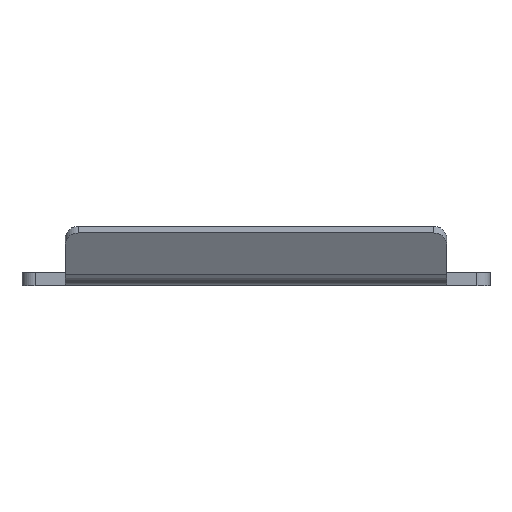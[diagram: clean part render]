
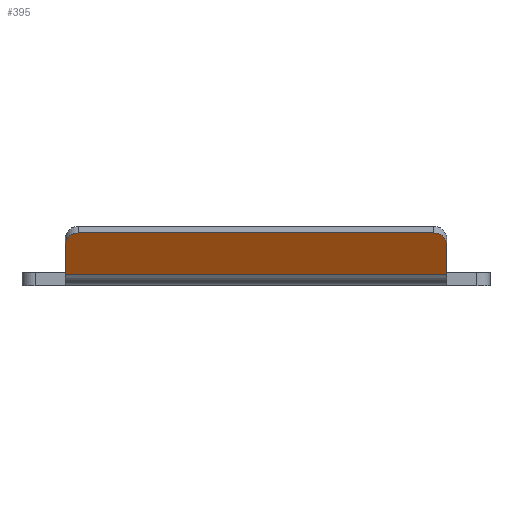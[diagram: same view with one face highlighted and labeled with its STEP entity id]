
A CAD part, left-side view. The second image highlights one B-rep face of the part: STEP entity #395.
In plain terms, the highlighted planar face has unit normal (-0.866, 0, -0.5).
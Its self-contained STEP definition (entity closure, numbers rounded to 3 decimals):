
#5 = ORIENTED_EDGE ( 'NONE', *, *, #418, .F. ) ;
#75 = AXIS2_PLACEMENT_3D ( 'NONE', #305, #1293, #447 ) ;
#81 = CIRCLE ( 'NONE', #133, 1.5 ) ;
#133 = AXIS2_PLACEMENT_3D ( 'NONE', #749, #1743, #896 ) ;
#151 = ORIENTED_EDGE ( 'NONE', *, *, #1073, .T. ) ;
#181 = DIRECTION ( 'NONE',  ( 0., -1., 0. ) ) ;
#198 = DIRECTION ( 'NONE',  ( -0.866, 0., -0.5 ) ) ;
#209 = DIRECTION ( 'NONE',  ( 0., -1., 0. ) ) ;
#262 = ORIENTED_EDGE ( 'NONE', *, *, #331, .T. ) ;
#265 = EDGE_CURVE ( 'NONE', #1633, #798, #1257, .T. ) ;
#290 = ORIENTED_EDGE ( 'NONE', *, *, #1765, .F. ) ;
#305 = CARTESIAN_POINT ( 'NONE',  ( -29.693, 20.5, 3.263 ) ) ;
#323 = VERTEX_POINT ( 'NONE', #716 ) ;
#331 = EDGE_CURVE ( 'NONE', #1583, #798, #1219, .T. ) ;
#369 = AXIS2_PLACEMENT_3D ( 'NONE', #1586, #198, #1190 ) ;
#371 = CARTESIAN_POINT ( 'NONE',  ( -27.376, -22., -0.75 ) ) ;
#395 = ADVANCED_FACE ( 'NONE', ( #729 ), #1460, .T. ) ;
#418 = EDGE_CURVE ( 'NONE', #634, #323, #1025, .T. ) ;
#447 = DIRECTION ( 'NONE',  ( -0.5, 0., 0.866 ) ) ;
#459 = CARTESIAN_POINT ( 'NONE',  ( -29.693, -22., 3.263 ) ) ;
#463 = EDGE_LOOP ( 'NONE', ( #583, #1703, #5, #151, #290, #262 ) ) ;
#483 = CARTESIAN_POINT ( 'NONE',  ( -30.443, 20.5, 4.562 ) ) ;
#491 = CARTESIAN_POINT ( 'NONE',  ( -30.443, -22., 4.562 ) ) ;
#493 = DIRECTION ( 'NONE',  ( -0.5, 0., 0.866 ) ) ;
#510 = VECTOR ( 'NONE', #1487, 1000. ) ;
#583 = ORIENTED_EDGE ( 'NONE', *, *, #265, .F. ) ;
#633 = EDGE_CURVE ( 'NONE', #1633, #323, #81, .T. ) ;
#634 = VERTEX_POINT ( 'NONE', #483 ) ;
#716 = CARTESIAN_POINT ( 'NONE',  ( -30.443, -20.5, 4.562 ) ) ;
#729 = FACE_OUTER_BOUND ( 'NONE', #463, .T. ) ;
#749 = CARTESIAN_POINT ( 'NONE',  ( -29.693, -20.5, 3.263 ) ) ;
#782 = VECTOR ( 'NONE', #181, 1000. ) ;
#798 = VERTEX_POINT ( 'NONE', #1320 ) ;
#809 = VECTOR ( 'NONE', #493, 1000. ) ;
#849 = CARTESIAN_POINT ( 'NONE',  ( -27.665, 22., -0.25 ) ) ;
#896 = DIRECTION ( 'NONE',  ( -0.5, 0., 0.866 ) ) ;
#1025 = LINE ( 'NONE', #491, #1726 ) ;
#1034 = VERTEX_POINT ( 'NONE', #1414 ) ;
#1073 = EDGE_CURVE ( 'NONE', #634, #1034, #1237, .T. ) ;
#1190 = DIRECTION ( 'NONE',  ( -0.5, 0., 0.866 ) ) ;
#1212 = LINE ( 'NONE', #1472, #809 ) ;
#1219 = LINE ( 'NONE', #1576, #782 ) ;
#1237 = CIRCLE ( 'NONE', #75, 1.5 ) ;
#1257 = LINE ( 'NONE', #371, #510 ) ;
#1293 = DIRECTION ( 'NONE',  ( -0.866, 0., -0.5 ) ) ;
#1320 = CARTESIAN_POINT ( 'NONE',  ( -27.665, -22., -0.25 ) ) ;
#1414 = CARTESIAN_POINT ( 'NONE',  ( -29.693, 22., 3.263 ) ) ;
#1460 = PLANE ( 'NONE',  #369 ) ;
#1472 = CARTESIAN_POINT ( 'NONE',  ( -30.443, 22., 4.562 ) ) ;
#1487 = DIRECTION ( 'NONE',  ( 0.5, 0., -0.866 ) ) ;
#1576 = CARTESIAN_POINT ( 'NONE',  ( -27.665, 0., -0.25 ) ) ;
#1583 = VERTEX_POINT ( 'NONE', #849 ) ;
#1586 = CARTESIAN_POINT ( 'NONE',  ( -21.001, 0., -11.792 ) ) ;
#1633 = VERTEX_POINT ( 'NONE', #459 ) ;
#1703 = ORIENTED_EDGE ( 'NONE', *, *, #633, .T. ) ;
#1726 = VECTOR ( 'NONE', #209, 1000. ) ;
#1743 = DIRECTION ( 'NONE',  ( -0.866, 0., -0.5 ) ) ;
#1765 = EDGE_CURVE ( 'NONE', #1583, #1034, #1212, .T. ) ;
